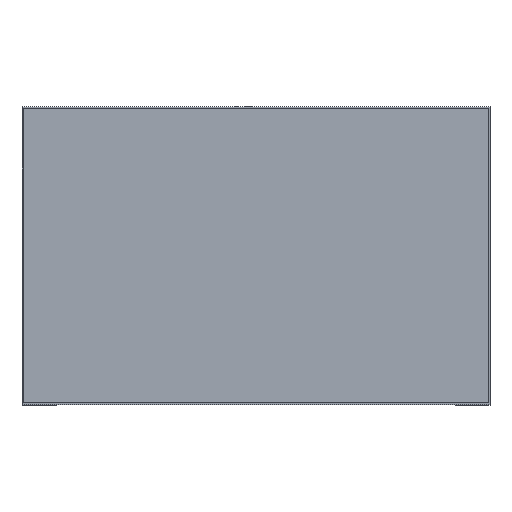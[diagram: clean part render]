
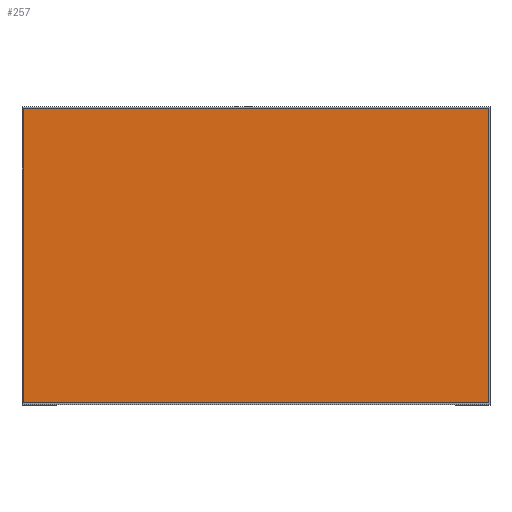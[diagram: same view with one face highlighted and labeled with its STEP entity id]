
A CAD part, top view. The second image highlights one B-rep face of the part: STEP entity #257.
In plain terms, the highlighted planar face has unit normal (0, 0, 1).
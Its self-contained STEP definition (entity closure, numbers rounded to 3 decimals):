
#24 = DIRECTION ( 'NONE',  ( -1., 0., 0. ) ) ;
#56 = DIRECTION ( 'NONE',  ( 0., 0., 1. ) ) ;
#61 = CARTESIAN_POINT ( 'NONE',  ( -273., -173., -18. ) ) ;
#130 = EDGE_LOOP ( 'NONE', ( #1020, #271, #1085, #1352 ) ) ;
#161 = FACE_OUTER_BOUND ( 'NONE', #130, .T. ) ;
#203 = VERTEX_POINT ( 'NONE', #1222 ) ;
#227 = DIRECTION ( 'NONE',  ( 0., -1., 0. ) ) ;
#257 = ADVANCED_FACE ( 'NONE', ( #161 ), #628, .T. ) ;
#264 = VERTEX_POINT ( 'NONE', #392 ) ;
#271 = ORIENTED_EDGE ( 'NONE', *, *, #1267, .T. ) ;
#273 = EDGE_CURVE ( 'NONE', #277, #203, #866, .T. ) ;
#277 = VERTEX_POINT ( 'NONE', #61 ) ;
#285 = DIRECTION ( 'NONE',  ( 1., 0., 0. ) ) ;
#392 = CARTESIAN_POINT ( 'NONE',  ( 273., 173., -18. ) ) ;
#443 = LINE ( 'NONE', #1500, #1097 ) ;
#485 = CARTESIAN_POINT ( 'NONE',  ( -275., 173., -18. ) ) ;
#515 = DIRECTION ( 'NONE',  ( 1., 0., 0. ) ) ;
#586 = EDGE_CURVE ( 'NONE', #743, #277, #814, .T. ) ;
#628 = PLANE ( 'NONE',  #1390 ) ;
#743 = VERTEX_POINT ( 'NONE', #822 ) ;
#750 = VECTOR ( 'NONE', #285, 1000. ) ;
#814 = LINE ( 'NONE', #1281, #1318 ) ;
#822 = CARTESIAN_POINT ( 'NONE',  ( -273., 173., -18. ) ) ;
#847 = EDGE_CURVE ( 'NONE', #203, #264, #443, .T. ) ;
#866 = LINE ( 'NONE', #1334, #750 ) ;
#949 = LINE ( 'NONE', #485, #1264 ) ;
#1020 = ORIENTED_EDGE ( 'NONE', *, *, #847, .T. ) ;
#1031 = DIRECTION ( 'NONE',  ( 0., 1., 0. ) ) ;
#1085 = ORIENTED_EDGE ( 'NONE', *, *, #586, .T. ) ;
#1097 = VECTOR ( 'NONE', #1031, 1000. ) ;
#1099 = CARTESIAN_POINT ( 'NONE',  ( 0., 0., -18. ) ) ;
#1222 = CARTESIAN_POINT ( 'NONE',  ( 273., -173., -18. ) ) ;
#1264 = VECTOR ( 'NONE', #24, 1000. ) ;
#1267 = EDGE_CURVE ( 'NONE', #264, #743, #949, .T. ) ;
#1281 = CARTESIAN_POINT ( 'NONE',  ( -273., 175., -18. ) ) ;
#1318 = VECTOR ( 'NONE', #227, 1000. ) ;
#1334 = CARTESIAN_POINT ( 'NONE',  ( -275., -173., -18. ) ) ;
#1352 = ORIENTED_EDGE ( 'NONE', *, *, #273, .T. ) ;
#1390 = AXIS2_PLACEMENT_3D ( 'NONE', #1099, #56, #515 ) ;
#1500 = CARTESIAN_POINT ( 'NONE',  ( 273., 175., -18. ) ) ;
